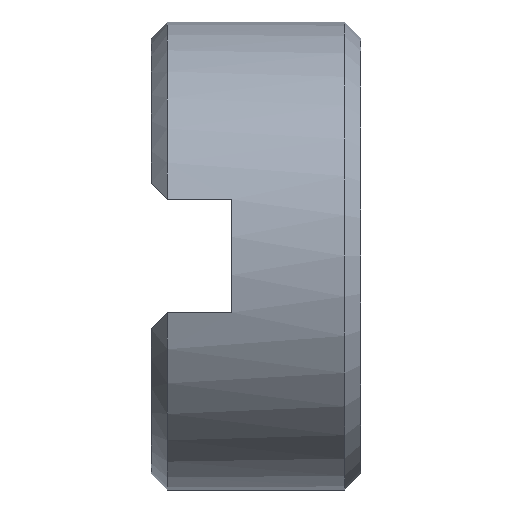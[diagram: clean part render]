
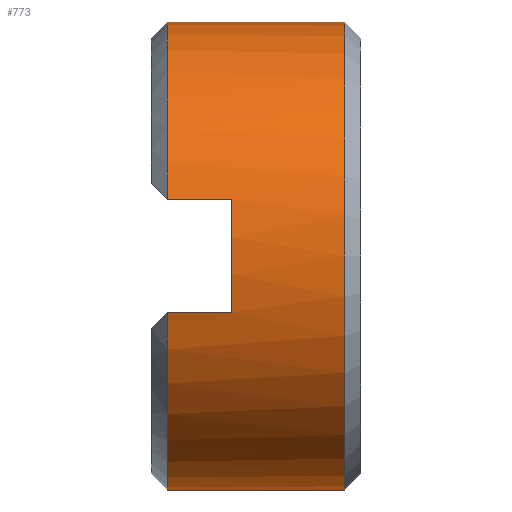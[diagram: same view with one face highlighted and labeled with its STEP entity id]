
A CAD part, left-side view. The second image highlights one B-rep face of the part: STEP entity #773.
In plain terms, the highlighted cylindrical face has radius 1.841 mm (diameter 3.683 mm), a partial arc.
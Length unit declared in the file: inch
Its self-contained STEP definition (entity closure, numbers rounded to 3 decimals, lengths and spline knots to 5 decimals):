
#3 = CARTESIAN_POINT ( 'NONE',  ( 0., 0.0325, 0. ) ) ;
#4 = DIRECTION ( 'NONE',  ( 0., -1., 0. ) ) ;
#45 = VERTEX_POINT ( 'NONE', #100 ) ;
#62 = CARTESIAN_POINT ( 'NONE',  ( 0., 0.0075, 0. ) ) ;
#65 = VERTEX_POINT ( 'NONE', #277 ) ;
#99 = LINE ( 'NONE', #294, #460 ) ;
#100 = CARTESIAN_POINT ( 'NONE',  ( -0.07036, 0.0275, 0.0175 ) ) ;
#126 = CARTESIAN_POINT ( 'NONE',  ( -0.07036, 0.0075, 0.0175 ) ) ;
#132 = CARTESIAN_POINT ( 'NONE',  ( 0., -0.0275, -0.0725 ) ) ;
#133 = CIRCLE ( 'NONE', #589, 0.0725 ) ;
#158 = VERTEX_POINT ( 'NONE', #409 ) ;
#177 = ORIENTED_EDGE ( 'NONE', *, *, #513, .T. ) ;
#180 = CARTESIAN_POINT ( 'NONE',  ( 0., 0.0275, -0.0725 ) ) ;
#183 = ORIENTED_EDGE ( 'NONE', *, *, #272, .T. ) ;
#187 = ORIENTED_EDGE ( 'NONE', *, *, #431, .F. ) ;
#230 = DIRECTION ( 'NONE',  ( 0., 1., 0. ) ) ;
#234 = VECTOR ( 'NONE', #230, 39.37008 ) ;
#240 = ORIENTED_EDGE ( 'NONE', *, *, #341, .T. ) ;
#257 = ORIENTED_EDGE ( 'NONE', *, *, #841, .T. ) ;
#272 = EDGE_CURVE ( 'NONE', #275, #395, #133, .T. ) ;
#275 = VERTEX_POINT ( 'NONE', #853 ) ;
#277 = CARTESIAN_POINT ( 'NONE',  ( -0.07036, 0.0075, -0.0175 ) ) ;
#294 = CARTESIAN_POINT ( 'NONE',  ( 0., 0.0325, -0.0725 ) ) ;
#310 = VERTEX_POINT ( 'NONE', #518 ) ;
#341 = EDGE_CURVE ( 'NONE', #602, #310, #691, .T. ) ;
#365 = DIRECTION ( 'NONE',  ( 0., 1., 0. ) ) ;
#386 = AXIS2_PLACEMENT_3D ( 'NONE', #62, #719, #640 ) ;
#390 = EDGE_CURVE ( 'NONE', #158, #45, #515, .T. ) ;
#391 = VERTEX_POINT ( 'NONE', #643 ) ;
#395 = VERTEX_POINT ( 'NONE', #180 ) ;
#409 = CARTESIAN_POINT ( 'NONE',  ( 0., 0.0275, 0.0725 ) ) ;
#418 = LINE ( 'NONE', #826, #234 ) ;
#420 = DIRECTION ( 'NONE',  ( 0., 0., -1. ) ) ;
#431 = EDGE_CURVE ( 'NONE', #391, #45, #647, .T. ) ;
#452 = DIRECTION ( 'NONE',  ( 0., 0., 1. ) ) ;
#455 = AXIS2_PLACEMENT_3D ( 'NONE', #776, #769, #702 ) ;
#460 = VECTOR ( 'NONE', #763, 39.37008 ) ;
#471 = EDGE_CURVE ( 'NONE', #391, #65, #603, .T. ) ;
#499 = CYLINDRICAL_SURFACE ( 'NONE', #758, 0.0725 ) ;
#513 = EDGE_CURVE ( 'NONE', #65, #275, #418, .T. ) ;
#515 = CIRCLE ( 'NONE', #669, 0.0725 ) ;
#518 = CARTESIAN_POINT ( 'NONE',  ( 0., -0.0275, 0.0725 ) ) ;
#525 = EDGE_LOOP ( 'NONE', ( #554, #560, #187, #718, #177, #183, #257, #240 ) ) ;
#554 = ORIENTED_EDGE ( 'NONE', *, *, #600, .F. ) ;
#560 = ORIENTED_EDGE ( 'NONE', *, *, #390, .T. ) ;
#581 = DIRECTION ( 'NONE',  ( 0., -1., 0. ) ) ;
#586 = DIRECTION ( 'NONE',  ( 0., 0., 1. ) ) ;
#589 = AXIS2_PLACEMENT_3D ( 'NONE', #648, #645, #586 ) ;
#600 = EDGE_CURVE ( 'NONE', #158, #310, #756, .T. ) ;
#602 = VERTEX_POINT ( 'NONE', #132 ) ;
#603 = CIRCLE ( 'NONE', #386, 0.0725 ) ;
#620 = VECTOR ( 'NONE', #365, 39.37008 ) ;
#640 = DIRECTION ( 'NONE',  ( 0., 0., -1. ) ) ;
#643 = CARTESIAN_POINT ( 'NONE',  ( -0.07036, 0.0075, 0.0175 ) ) ;
#645 = DIRECTION ( 'NONE',  ( 0., -1., 0. ) ) ;
#647 = LINE ( 'NONE', #126, #620 ) ;
#648 = CARTESIAN_POINT ( 'NONE',  ( 0., 0.0275, 0. ) ) ;
#669 = AXIS2_PLACEMENT_3D ( 'NONE', #716, #581, #452 ) ;
#691 = CIRCLE ( 'NONE', #455, 0.0725 ) ;
#695 = CARTESIAN_POINT ( 'NONE',  ( 0., 0.0325, 0.0725 ) ) ;
#702 = DIRECTION ( 'NONE',  ( 0., 0., 1. ) ) ;
#716 = CARTESIAN_POINT ( 'NONE',  ( 0., 0.0275, 0. ) ) ;
#718 = ORIENTED_EDGE ( 'NONE', *, *, #471, .T. ) ;
#719 = DIRECTION ( 'NONE',  ( 0., -1., 0. ) ) ;
#733 = VECTOR ( 'NONE', #4, 39.37008 ) ;
#756 = LINE ( 'NONE', #695, #733 ) ;
#758 = AXIS2_PLACEMENT_3D ( 'NONE', #3, #809, #420 ) ;
#763 = DIRECTION ( 'NONE',  ( 0., -1., 0. ) ) ;
#769 = DIRECTION ( 'NONE',  ( 0., 1., 0. ) ) ;
#773 = ADVANCED_FACE ( 'NONE', ( #859 ), #499, .T. ) ;
#776 = CARTESIAN_POINT ( 'NONE',  ( 0., -0.0275, 0. ) ) ;
#809 = DIRECTION ( 'NONE',  ( 0., -1., 0. ) ) ;
#826 = CARTESIAN_POINT ( 'NONE',  ( -0.07036, 0.0075, -0.0175 ) ) ;
#841 = EDGE_CURVE ( 'NONE', #395, #602, #99, .T. ) ;
#853 = CARTESIAN_POINT ( 'NONE',  ( -0.07036, 0.0275, -0.0175 ) ) ;
#859 = FACE_OUTER_BOUND ( 'NONE', #525, .T. ) ;
